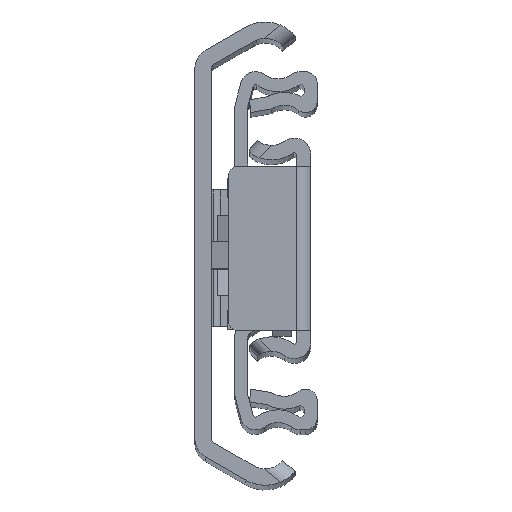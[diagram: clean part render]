
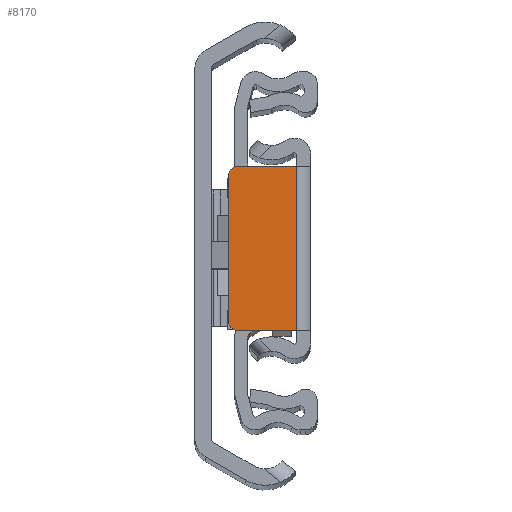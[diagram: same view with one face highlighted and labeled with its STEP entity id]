
A CAD part, top view. The second image highlights one B-rep face of the part: STEP entity #8170.
In plain terms, the highlighted planar face has unit normal (0, 0, 1).
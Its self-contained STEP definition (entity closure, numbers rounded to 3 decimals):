
#210 = VERTEX_POINT ( 'NONE', #5894 ) ;
#467 = DIRECTION ( 'NONE',  ( -1., 0., 0. ) ) ;
#575 = LINE ( 'NONE', #8754, #3596 ) ;
#643 = CIRCLE ( 'NONE', #3298, 1. ) ;
#1027 = VERTEX_POINT ( 'NONE', #5014 ) ;
#1145 = CARTESIAN_POINT ( 'NONE',  ( 0., 9., 1.6 ) ) ;
#1733 = DIRECTION ( 'NONE',  ( 0., -1., 0. ) ) ;
#1843 = CARTESIAN_POINT ( 'NONE',  ( -1.6, -9., 1.6 ) ) ;
#1944 = VECTOR ( 'NONE', #467, 1000. ) ;
#2025 = AXIS2_PLACEMENT_3D ( 'NONE', #1145, #10212, #9316 ) ;
#2299 = DIRECTION ( 'NONE',  ( 0., 1., 0. ) ) ;
#2372 = DIRECTION ( 'NONE',  ( -1., 0., 0. ) ) ;
#2553 = DIRECTION ( 'NONE',  ( 0., 0., 1. ) ) ;
#2968 = CARTESIAN_POINT ( 'NONE',  ( -1.6, 9., 1.6 ) ) ;
#3007 = DIRECTION ( 'NONE',  ( 0., 0., 1. ) ) ;
#3165 = VERTEX_POINT ( 'NONE', #2968 ) ;
#3298 = AXIS2_PLACEMENT_3D ( 'NONE', #11187, #3007, #4777 ) ;
#3353 = ORIENTED_EDGE ( 'NONE', *, *, #10023, .F. ) ;
#3596 = VECTOR ( 'NONE', #2299, 1000. ) ;
#4688 = EDGE_LOOP ( 'NONE', ( #5963, #7783, #3353, #7416, #7082, #7738 ) ) ;
#4777 = DIRECTION ( 'NONE',  ( 0., -1., 0. ) ) ;
#4804 = VECTOR ( 'NONE', #2372, 1000. ) ;
#4989 = EDGE_CURVE ( 'NONE', #3165, #11627, #10613, .T. ) ;
#5014 = CARTESIAN_POINT ( 'NONE',  ( -9., 8., 1.6 ) ) ;
#5029 = LINE ( 'NONE', #11378, #4804 ) ;
#5469 = EDGE_CURVE ( 'NONE', #7438, #3165, #575, .T. ) ;
#5640 = PLANE ( 'NONE',  #2025 ) ;
#5856 = CARTESIAN_POINT ( 'NONE',  ( 0., 9., 1.6 ) ) ;
#5894 = CARTESIAN_POINT ( 'NONE',  ( -8., -9., 1.6 ) ) ;
#5938 = AXIS2_PLACEMENT_3D ( 'NONE', #10853, #2553, #1733 ) ;
#5963 = ORIENTED_EDGE ( 'NONE', *, *, #7934, .F. ) ;
#6456 = EDGE_CURVE ( 'NONE', #11627, #1027, #8036, .T. ) ;
#6673 = EDGE_CURVE ( 'NONE', #9569, #210, #643, .T. ) ;
#6872 = CARTESIAN_POINT ( 'NONE',  ( -9., -8., 1.6 ) ) ;
#7082 = ORIENTED_EDGE ( 'NONE', *, *, #4989, .T. ) ;
#7416 = ORIENTED_EDGE ( 'NONE', *, *, #5469, .T. ) ;
#7438 = VERTEX_POINT ( 'NONE', #1843 ) ;
#7738 = ORIENTED_EDGE ( 'NONE', *, *, #6456, .T. ) ;
#7783 = ORIENTED_EDGE ( 'NONE', *, *, #6673, .T. ) ;
#7934 = EDGE_CURVE ( 'NONE', #9569, #1027, #9805, .T. ) ;
#8036 = CIRCLE ( 'NONE', #5938, 1. ) ;
#8170 = ADVANCED_FACE ( 'NONE', ( #10154 ), #5640, .T. ) ;
#8754 = CARTESIAN_POINT ( 'NONE',  ( -1.6, 9., 1.6 ) ) ;
#8840 = VECTOR ( 'NONE', #10041, 1000. ) ;
#8918 = CARTESIAN_POINT ( 'NONE',  ( -9., 0., 1.6 ) ) ;
#9316 = DIRECTION ( 'NONE',  ( 0., -1., 0. ) ) ;
#9478 = CARTESIAN_POINT ( 'NONE',  ( -8., 9., 1.6 ) ) ;
#9569 = VERTEX_POINT ( 'NONE', #6872 ) ;
#9805 = LINE ( 'NONE', #8918, #8840 ) ;
#10023 = EDGE_CURVE ( 'NONE', #7438, #210, #5029, .T. ) ;
#10041 = DIRECTION ( 'NONE',  ( 0., 1., 0. ) ) ;
#10154 = FACE_OUTER_BOUND ( 'NONE', #4688, .T. ) ;
#10212 = DIRECTION ( 'NONE',  ( 0., 0., 1. ) ) ;
#10613 = LINE ( 'NONE', #5856, #1944 ) ;
#10853 = CARTESIAN_POINT ( 'NONE',  ( -8., 8., 1.6 ) ) ;
#11187 = CARTESIAN_POINT ( 'NONE',  ( -8., -8., 1.6 ) ) ;
#11378 = CARTESIAN_POINT ( 'NONE',  ( 0., -9., 1.6 ) ) ;
#11627 = VERTEX_POINT ( 'NONE', #9478 ) ;
